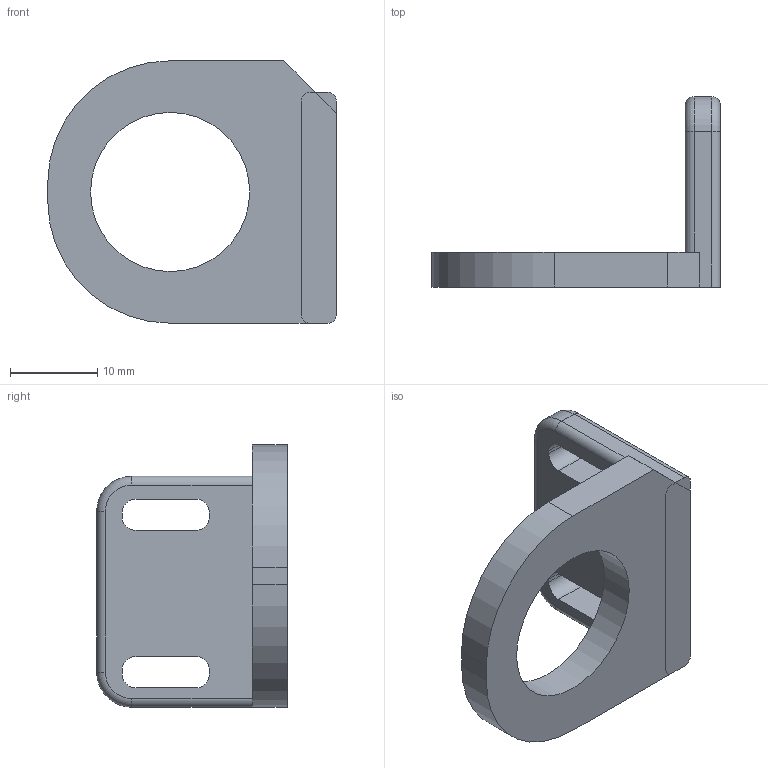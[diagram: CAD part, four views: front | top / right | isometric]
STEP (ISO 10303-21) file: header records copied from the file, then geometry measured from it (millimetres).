
FILE_DESCRIPTION(('FreeCAD Model'),'2;1');
FILE_NAME('M18 mount.step','2020-08-29T17:26:16',('Author'),(''), 'Open CASCADE STEP processor 7.3','FreeCAD','Unknown');
FILE_SCHEMA(('AUTOMOTIVE_DESIGN { 1 0 10303 214 1 1 1 1 }'));
Length unit declared in the file: millimetre
Products named in the file (1): Cut002
Bounding box: 33 x 21.8 x 30 mm (x, y, z)
Volume: 4077.6 mm3; surface area: 2998.4 mm2
Topology: 1 solids, 1 shells, 47 faces, 123 edges, 78 vertices
Faces by surface type: plane 23, cylinder 20, torus 4
Full cylindrical faces by diameter (mm): 18.2 x1
Entity records: 3375 total; most frequent: CARTESIAN_POINT 609, DIRECTION 446, ORIENTED_EDGE 246, PCURVE 246, DEFINITIONAL_REPRESENTATION 246, LINE 236, VECTOR 236, EDGE_CURVE 123
